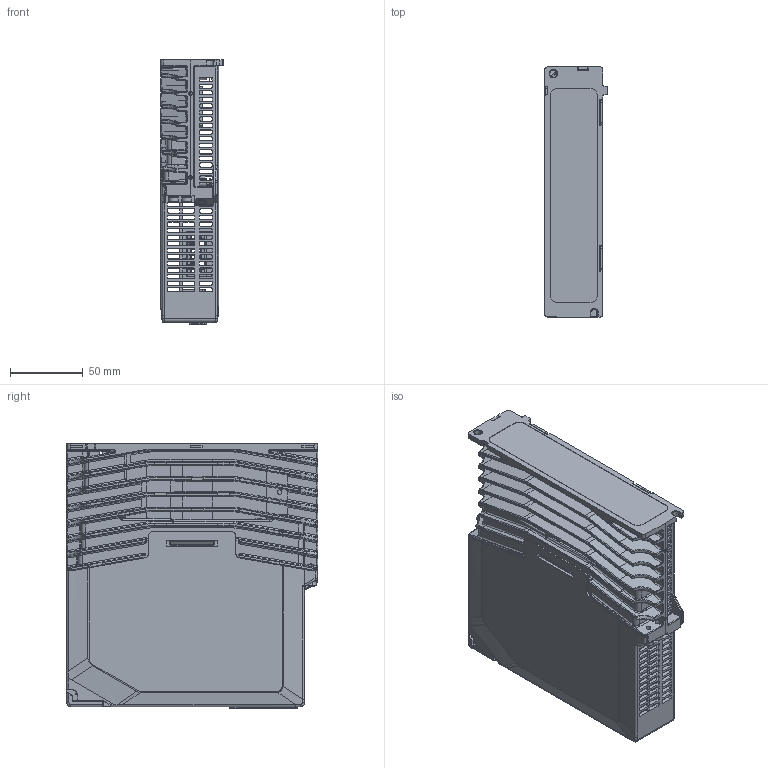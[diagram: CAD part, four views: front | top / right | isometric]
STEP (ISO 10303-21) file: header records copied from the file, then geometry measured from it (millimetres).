
FILE_DESCRIPTION (( 'STEP AP203' ), '1' );
FILE_NAME ('ED3L-04AMA（安装外形图）.STEP', '2021-09-13T06:56:10', ( '' ), ( '' ), 'SwSTEP 2.0', 'SolidWorks 2018', '' );
FILE_SCHEMA (( 'CONFIG_CONTROL_DESIGN' ));
Products named in the file (1): ED3L-04AMA（安装外形图）
Bounding box: 43 x 172.2 x 181 mm (x, y, z)
Surface area: 189130 mm2 (no closed solid volume)
Topology: 0 solids, 127 shells, 3033 faces, 12228 edges, 9040 vertices
Faces by surface type: plane 1423, cylinder 760, bspline 438, cone 373, torus 28, sphere 11
Entity records: 160818 total; most frequent: CARTESIAN_POINT 69739, ORIENTED_EDGE 18470, DIRECTION 15641, EDGE_CURVE 12190, VERTEX_POINT 9040, VECTOR 7357, LINE 7357, AXIS2_PLACEMENT_3D 4142
